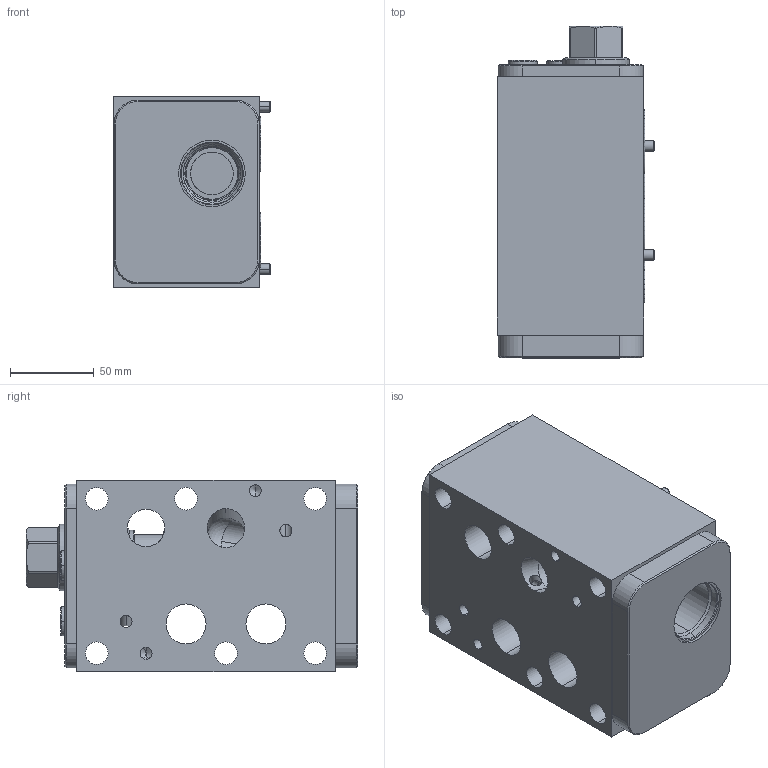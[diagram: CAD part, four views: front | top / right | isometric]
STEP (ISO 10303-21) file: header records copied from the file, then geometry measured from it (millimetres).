
FILE_DESCRIPTION((''),'2;1');
FILE_NAME('IBL_ASM','2020-02-14T',('ProEService'),(''),'PRO/ENGINEER BY PARAMETRIC TECHNOLOGY CORPORATION, 2014200','PRO/ENGINEER BY PARAMETRIC TECHNOLOGY CORPORATION, 2014200','');
FILE_SCHEMA(('CONFIG_CONTROL_DESIGN'));
Length unit declared in the file: inch
Products named in the file (7): 17B-246-001; LRHCXHN; A330-006-006; 811-001-002; 500-001-114; 500-001-121; IBL_ASM
Assembly tree (12 placements, depth 2):
  IBL_ASM
    17B-246-001
    LRHCXHN
    A330-006-006  x2
    811-001-002  x2
    500-001-114  x2
    500-001-121  x4
Bounding box: 93.68 x 197.64 x 114.3 mm (x, y, z)
Volume: 1422796 mm3; surface area: 182442.3 mm2
Topology: 15 solids, 15 shells, 516 faces, 1556 edges, 1278 vertices
Faces by surface type: cylinder 176, cone 131, plane 123, torus 40, revolution 36, sphere 10
Entity records: 17952 total; most frequent: CARTESIAN_POINT 5711, DIRECTION 2665, ORIENTED_EDGE 2080, EDGE_CURVE 1040, AXIS2_PLACEMENT_3D 962, VECTOR 721, LINE 721, VERTEX_POINT 638
